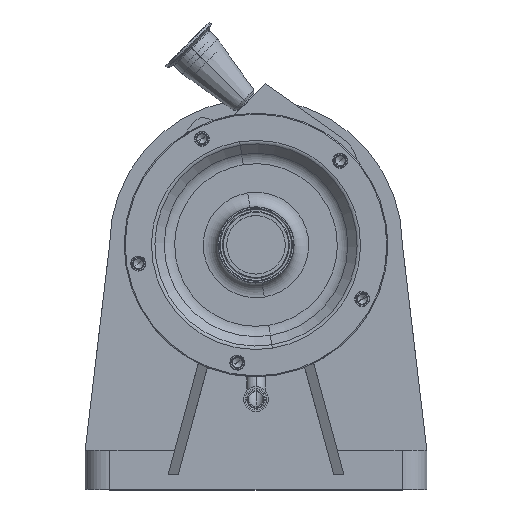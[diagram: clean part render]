
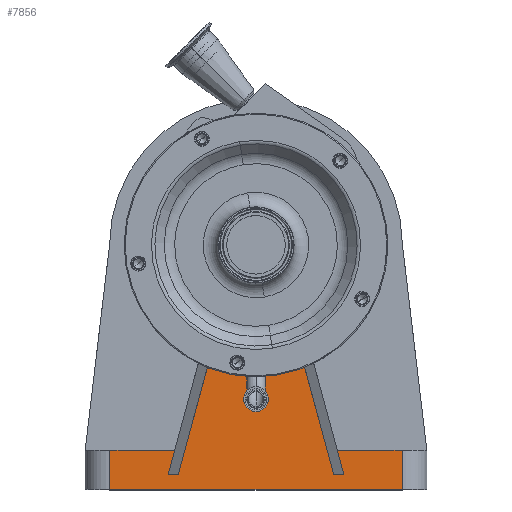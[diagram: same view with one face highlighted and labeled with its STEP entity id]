
A CAD part, top view. The second image highlights one B-rep face of the part: STEP entity #7856.
In plain terms, the highlighted planar face has unit normal (0, 0, 1).
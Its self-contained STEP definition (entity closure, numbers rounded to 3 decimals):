
#376 = EDGE_CURVE ( 'NONE', #10987, #8191, #10281, .T. ) ;
#489 = LINE ( 'NONE', #7956, #1946 ) ;
#661 = CARTESIAN_POINT ( 'NONE',  ( 149.6, 40., -80. ) ) ;
#711 = CARTESIAN_POINT ( 'NONE',  ( 80.35, 12.377, -80. ) ) ;
#760 = DIRECTION ( 'NONE',  ( 1., 0., 0. ) ) ;
#837 = DIRECTION ( 'NONE',  ( 1., 0., 0. ) ) ;
#957 = VECTOR ( 'NONE', #760, 1000. ) ;
#1123 = CARTESIAN_POINT ( 'NONE',  ( -90., 15., -80. ) ) ;
#1241 = DIRECTION ( 'NONE',  ( -0.262, -0.965, 0. ) ) ;
#1354 = EDGE_CURVE ( 'NONE', #9447, #7457, #3308, .T. ) ;
#1372 = CARTESIAN_POINT ( 'NONE',  ( 149.6, 40., -80. ) ) ;
#1410 = LINE ( 'NONE', #661, #10290 ) ;
#1576 = CARTESIAN_POINT ( 'NONE',  ( 149.6, 0., -80. ) ) ;
#1692 = LINE ( 'NONE', #1576, #957 ) ;
#1726 = VECTOR ( 'NONE', #11374, 1000. ) ;
#1809 = DIRECTION ( 'NONE',  ( 0., 0., -1. ) ) ;
#1946 = VECTOR ( 'NONE', #11657, 1000. ) ;
#2172 = EDGE_CURVE ( 'NONE', #11853, #7663, #8137, .T. ) ;
#2467 = CARTESIAN_POINT ( 'NONE',  ( -149.6, 40., -80. ) ) ;
#2604 = CARTESIAN_POINT ( 'NONE',  ( -149.6, 0., -80. ) ) ;
#2649 = VERTEX_POINT ( 'NONE', #2754 ) ;
#2703 = ORIENTED_EDGE ( 'NONE', *, *, #3676, .T. ) ;
#2754 = CARTESIAN_POINT ( 'NONE',  ( 79.637, 15., -80. ) ) ;
#2814 = LINE ( 'NONE', #5561, #3091 ) ;
#2816 = ORIENTED_EDGE ( 'NONE', *, *, #4468, .T. ) ;
#3091 = VECTOR ( 'NONE', #837, 1000. ) ;
#3098 = DIRECTION ( 'NONE',  ( 1., 0., 0. ) ) ;
#3103 = FACE_OUTER_BOUND ( 'NONE', #5837, .T. ) ;
#3308 = LINE ( 'NONE', #2467, #8043 ) ;
#3476 = LINE ( 'NONE', #711, #11041 ) ;
#3554 = CARTESIAN_POINT ( 'NONE',  ( 149.6, 40., -80. ) ) ;
#3575 = DIRECTION ( 'NONE',  ( -1., 0., 0. ) ) ;
#3646 = EDGE_CURVE ( 'NONE', #10987, #8477, #5121, .T. ) ;
#3676 = EDGE_CURVE ( 'NONE', #9000, #11242, #5866, .T. ) ;
#3710 = ORIENTED_EDGE ( 'NONE', *, *, #2172, .T. ) ;
#3781 = CARTESIAN_POINT ( 'NONE',  ( -149.6, 40., -80. ) ) ;
#3885 = ORIENTED_EDGE ( 'NONE', *, *, #5706, .F. ) ;
#3927 = LINE ( 'NONE', #4797, #8792 ) ;
#3952 = ORIENTED_EDGE ( 'NONE', *, *, #10283, .F. ) ;
#4186 = VECTOR ( 'NONE', #11994, 1000. ) ;
#4375 = CARTESIAN_POINT ( 'NONE',  ( 87.773, 23.194, -80. ) ) ;
#4468 = EDGE_CURVE ( 'NONE', #11242, #10767, #3927, .T. ) ;
#4541 = CARTESIAN_POINT ( 'NONE',  ( 40.6, 158.613, -80. ) ) ;
#4759 = ORIENTED_EDGE ( 'NONE', *, *, #9868, .F. ) ;
#4797 = CARTESIAN_POINT ( 'NONE',  ( -40.6, 158.613, -80. ) ) ;
#5121 = LINE ( 'NONE', #4375, #8011 ) ;
#5531 = ORIENTED_EDGE ( 'NONE', *, *, #1354, .T. ) ;
#5561 = CARTESIAN_POINT ( 'NONE',  ( 149.6, 40., -80. ) ) ;
#5617 = ORIENTED_EDGE ( 'NONE', *, *, #376, .F. ) ;
#5706 = EDGE_CURVE ( 'NONE', #11853, #10767, #5785, .T. ) ;
#5785 = LINE ( 'NONE', #1123, #1726 ) ;
#5837 = EDGE_LOOP ( 'NONE', ( #2816, #3885, #3710, #8492, #5531, #11974, #3952, #5617, #9475, #4759, #10053, #2703 ) ) ;
#5866 = CIRCLE ( 'NONE', #10523, 100. ) ;
#6141 = DIRECTION ( 'NONE',  ( 0.262, -0.965, 0. ) ) ;
#6343 = EDGE_CURVE ( 'NONE', #7457, #9293, #1692, .T. ) ;
#7086 = DIRECTION ( 'NONE',  ( -0.262, 0.965, 0. ) ) ;
#7336 = CARTESIAN_POINT ( 'NONE',  ( -67.186, 98.928, -80. ) ) ;
#7457 = VERTEX_POINT ( 'NONE', #2604 ) ;
#7663 = VERTEX_POINT ( 'NONE', #11693 ) ;
#7856 = ADVANCED_FACE ( 'NONE', ( #3103 ), #8602, .F. ) ;
#7956 = CARTESIAN_POINT ( 'NONE',  ( 0., 15., -80. ) ) ;
#8011 = VECTOR ( 'NONE', #6141, 1000. ) ;
#8039 = CARTESIAN_POINT ( 'NONE',  ( -79.637, 15., -80. ) ) ;
#8043 = VECTOR ( 'NONE', #9671, 1000. ) ;
#8077 = CARTESIAN_POINT ( 'NONE',  ( 149.6, 0., -80. ) ) ;
#8137 = LINE ( 'NONE', #7336, #4186 ) ;
#8191 = VERTEX_POINT ( 'NONE', #3554 ) ;
#8477 = VERTEX_POINT ( 'NONE', #9275 ) ;
#8492 = ORIENTED_EDGE ( 'NONE', *, *, #11935, .F. ) ;
#8602 = PLANE ( 'NONE',  #10371 ) ;
#8722 = CARTESIAN_POINT ( 'NONE',  ( 149.6, 40., -80. ) ) ;
#8792 = VECTOR ( 'NONE', #1241, 1000. ) ;
#8852 = DIRECTION ( 'NONE',  ( 0., 0., -1. ) ) ;
#9000 = VERTEX_POINT ( 'NONE', #4541 ) ;
#9273 = CARTESIAN_POINT ( 'NONE',  ( -90., 15., -80. ) ) ;
#9275 = CARTESIAN_POINT ( 'NONE',  ( 90., 15., -80. ) ) ;
#9293 = VERTEX_POINT ( 'NONE', #8077 ) ;
#9374 = VECTOR ( 'NONE', #3098, 1000. ) ;
#9447 = VERTEX_POINT ( 'NONE', #3781 ) ;
#9475 = ORIENTED_EDGE ( 'NONE', *, *, #3646, .T. ) ;
#9671 = DIRECTION ( 'NONE',  ( 0., -1., 0. ) ) ;
#9793 = CARTESIAN_POINT ( 'NONE',  ( -40.6, 158.613, -80. ) ) ;
#9868 = EDGE_CURVE ( 'NONE', #2649, #8477, #489, .T. ) ;
#10053 = ORIENTED_EDGE ( 'NONE', *, *, #11784, .T. ) ;
#10281 = LINE ( 'NONE', #1372, #9374 ) ;
#10283 = EDGE_CURVE ( 'NONE', #8191, #9293, #1410, .T. ) ;
#10290 = VECTOR ( 'NONE', #10796, 1000. ) ;
#10371 = AXIS2_PLACEMENT_3D ( 'NONE', #8722, #8852, #10593 ) ;
#10523 = AXIS2_PLACEMENT_3D ( 'NONE', #11961, #1809, #3575 ) ;
#10593 = DIRECTION ( 'NONE',  ( -1., 0., 0. ) ) ;
#10767 = VERTEX_POINT ( 'NONE', #8039 ) ;
#10796 = DIRECTION ( 'NONE',  ( 0., -1., 0. ) ) ;
#10987 = VERTEX_POINT ( 'NONE', #11361 ) ;
#11041 = VECTOR ( 'NONE', #7086, 1000. ) ;
#11242 = VERTEX_POINT ( 'NONE', #9793 ) ;
#11361 = CARTESIAN_POINT ( 'NONE',  ( 83.204, 40., -80. ) ) ;
#11374 = DIRECTION ( 'NONE',  ( 1., 0., 0. ) ) ;
#11657 = DIRECTION ( 'NONE',  ( 1., 0., 0. ) ) ;
#11693 = CARTESIAN_POINT ( 'NONE',  ( -83.204, 40., -80. ) ) ;
#11784 = EDGE_CURVE ( 'NONE', #2649, #9000, #3476, .T. ) ;
#11853 = VERTEX_POINT ( 'NONE', #9273 ) ;
#11935 = EDGE_CURVE ( 'NONE', #9447, #7663, #2814, .T. ) ;
#11961 = CARTESIAN_POINT ( 'NONE',  ( 0., 250., -80. ) ) ;
#11974 = ORIENTED_EDGE ( 'NONE', *, *, #6343, .T. ) ;
#11994 = DIRECTION ( 'NONE',  ( 0.262, 0.965, 0. ) ) ;
